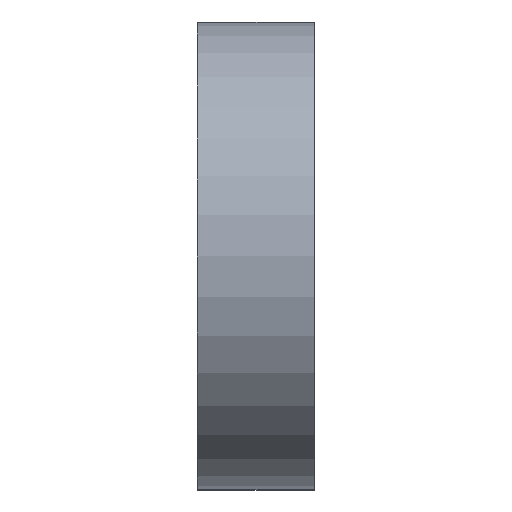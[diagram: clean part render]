
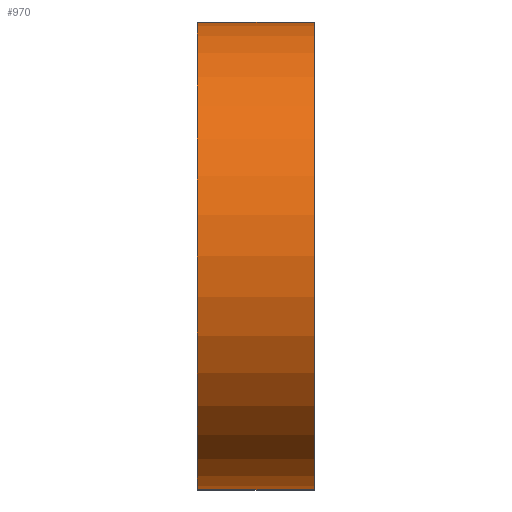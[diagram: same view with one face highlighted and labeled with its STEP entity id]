
A CAD part, left-side view. The second image highlights one B-rep face of the part: STEP entity #970.
In plain terms, the highlighted cylindrical face has radius 4 mm (diameter 8 mm), a partial arc.
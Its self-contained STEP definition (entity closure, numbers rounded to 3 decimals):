
#18 = ORIENTED_EDGE ( 'NONE', *, *, #1168, .T. ) ;
#44 = ORIENTED_EDGE ( 'NONE', *, *, #1011, .F. ) ;
#77 = DIRECTION ( 'NONE',  ( 0., -1., 0. ) ) ;
#83 = ORIENTED_EDGE ( 'NONE', *, *, #1029, .T. ) ;
#122 = CARTESIAN_POINT ( 'NONE',  ( -61., 0., 4. ) ) ;
#182 = CARTESIAN_POINT ( 'NONE',  ( -61., 2., 4. ) ) ;
#224 = VECTOR ( 'NONE', #859, 1000. ) ;
#375 = AXIS2_PLACEMENT_3D ( 'NONE', #1031, #1381, #1374 ) ;
#417 = CARTESIAN_POINT ( 'NONE',  ( -61., 0., -4. ) ) ;
#419 = CARTESIAN_POINT ( 'NONE',  ( -61., 2., -4. ) ) ;
#444 = CIRCLE ( 'NONE', #375, 4. ) ;
#499 = CARTESIAN_POINT ( 'NONE',  ( -61., 0., 0. ) ) ;
#561 = CIRCLE ( 'NONE', #1296, 4. ) ;
#627 = LINE ( 'NONE', #182, #1414 ) ;
#652 = CARTESIAN_POINT ( 'NONE',  ( -61., 2., 4. ) ) ;
#699 = CARTESIAN_POINT ( 'NONE',  ( -61., 2., 0. ) ) ;
#713 = FACE_OUTER_BOUND ( 'NONE', #850, .T. ) ;
#792 = DIRECTION ( 'NONE',  ( 0., 1., 0. ) ) ;
#831 = VERTEX_POINT ( 'NONE', #652 ) ;
#850 = EDGE_LOOP ( 'NONE', ( #83, #1362, #44, #18 ) ) ;
#859 = DIRECTION ( 'NONE',  ( 0., -1., 0. ) ) ;
#872 = VERTEX_POINT ( 'NONE', #1342 ) ;
#911 = VERTEX_POINT ( 'NONE', #122 ) ;
#970 = ADVANCED_FACE ( 'NONE', ( #713 ), #1025, .T. ) ;
#1011 = EDGE_CURVE ( 'NONE', #872, #831, #444, .T. ) ;
#1025 = CYLINDRICAL_SURFACE ( 'NONE', #1364, 4. ) ;
#1029 = EDGE_CURVE ( 'NONE', #1215, #911, #561, .T. ) ;
#1031 = CARTESIAN_POINT ( 'NONE',  ( -61., 2., 0. ) ) ;
#1121 = EDGE_CURVE ( 'NONE', #831, #911, #627, .T. ) ;
#1146 = DIRECTION ( 'NONE',  ( 0., -1., 0. ) ) ;
#1151 = DIRECTION ( 'NONE',  ( 0., 0., -1. ) ) ;
#1168 = EDGE_CURVE ( 'NONE', #872, #1215, #1409, .T. ) ;
#1215 = VERTEX_POINT ( 'NONE', #417 ) ;
#1237 = DIRECTION ( 'NONE',  ( 0., 0., 1. ) ) ;
#1296 = AXIS2_PLACEMENT_3D ( 'NONE', #499, #792, #1237 ) ;
#1342 = CARTESIAN_POINT ( 'NONE',  ( -61., 2., -4. ) ) ;
#1362 = ORIENTED_EDGE ( 'NONE', *, *, #1121, .F. ) ;
#1364 = AXIS2_PLACEMENT_3D ( 'NONE', #699, #1146, #1151 ) ;
#1374 = DIRECTION ( 'NONE',  ( 0., 0., 1. ) ) ;
#1381 = DIRECTION ( 'NONE',  ( 0., 1., 0. ) ) ;
#1409 = LINE ( 'NONE', #419, #224 ) ;
#1414 = VECTOR ( 'NONE', #77, 1000. ) ;
